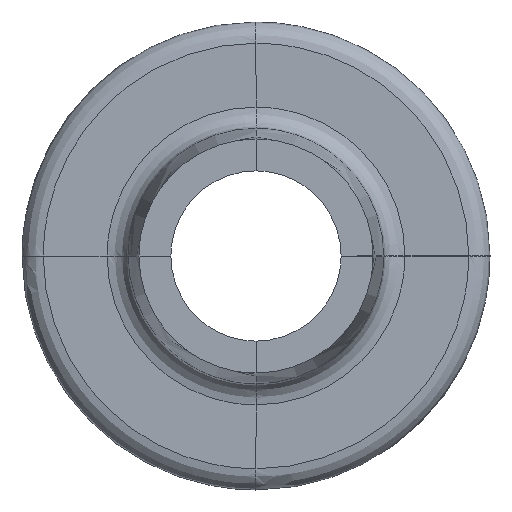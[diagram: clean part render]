
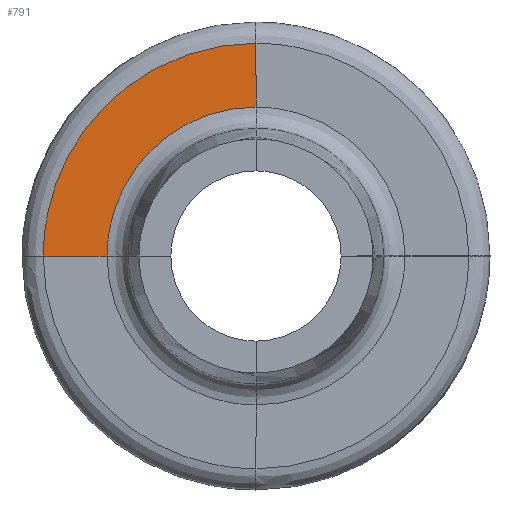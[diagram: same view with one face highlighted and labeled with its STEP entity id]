
A CAD part, left-side view. The second image highlights one B-rep face of the part: STEP entity #791.
In plain terms, the highlighted free-form (B-spline) face has degree [2, 1] with [3, 2] control points.
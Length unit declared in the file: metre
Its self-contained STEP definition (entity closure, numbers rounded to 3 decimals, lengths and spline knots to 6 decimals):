
#791 = ADVANCED_FACE( '', ( #1109 ), #1110, .F. );
#1109 = FACE_OUTER_BOUND( '', #2114, .T. );
#1110 = ( BOUNDED_SURFACE(  )B_SPLINE_SURFACE( 2, 1, ( ( #2117, #2118 ), ( #2119, #2120 ), ( #2121, #2122 ) ), .UNSPECIFIED., .F., .F., .F. )B_SPLINE_SURFACE_WITH_KNOTS( ( 3, 3 ), ( 2, 2 ), ( 0., 1. ), ( 0., 1. ), .UNSPECIFIED. )GEOMETRIC_REPRESENTATION_ITEM(  )RATIONAL_B_SPLINE_SURFACE( ( ( 1., 1. ), ( 0.707, 0.707 ), ( 1., 1. ) ) )REPRESENTATION_ITEM( '' )SURFACE(  ) );
#2114 = EDGE_LOOP( '', ( #5310, #5311, #5312, #5313 ) );
#2117 = CARTESIAN_POINT( '', ( 0.002, 0., 0.014 ) );
#2118 = CARTESIAN_POINT( '', ( 0.002, 0., 0.02 ) );
#2119 = CARTESIAN_POINT( '', ( 0.002, 0.014, 0.014 ) );
#2120 = CARTESIAN_POINT( '', ( 0.002, 0.02, 0.02 ) );
#2121 = CARTESIAN_POINT( '', ( 0.002, 0.014, 0. ) );
#2122 = CARTESIAN_POINT( '', ( 0.002, 0.02, 0. ) );
#5310 = ORIENTED_EDGE( '', *, *, #6351, .T. );
#5311 = ORIENTED_EDGE( '', *, *, #6339, .T. );
#5312 = ORIENTED_EDGE( '', *, *, #6350, .F. );
#5313 = ORIENTED_EDGE( '', *, *, #6336, .F. );
#6336 = EDGE_CURVE( '', #6936, #6943, #6944, .T. );
#6339 = EDGE_CURVE( '', #6928, #6948, #6949, .T. );
#6350 = EDGE_CURVE( '', #6943, #6948, #6964, .T. );
#6351 = EDGE_CURVE( '', #6936, #6928, #6965, .T. );
#6928 = VERTEX_POINT( '', #8151 );
#6936 = VERTEX_POINT( '', #8179 );
#6943 = VERTEX_POINT( '', #8206 );
#6944 = ( BOUNDED_CURVE(  )B_SPLINE_CURVE( 2, ( #8209, #8210, #8211 ), .UNSPECIFIED., .F., .F. )B_SPLINE_CURVE_WITH_KNOTS( ( 3, 3 ), ( 0., 1. ), .UNSPECIFIED. )CURVE(  )GEOMETRIC_REPRESENTATION_ITEM(  )RATIONAL_B_SPLINE_CURVE( ( 1., 0.707, 1. ) )REPRESENTATION_ITEM( '' ) );
#6948 = VERTEX_POINT( '', #8230 );
#6949 = ( BOUNDED_CURVE(  )B_SPLINE_CURVE( 2, ( #8233, #8234, #8235 ), .UNSPECIFIED., .F., .F. )B_SPLINE_CURVE_WITH_KNOTS( ( 3, 3 ), ( 0., 1. ), .UNSPECIFIED. )CURVE(  )GEOMETRIC_REPRESENTATION_ITEM(  )RATIONAL_B_SPLINE_CURVE( ( 1., 0.707, 1. ) )REPRESENTATION_ITEM( '' ) );
#6964 = B_SPLINE_CURVE_WITH_KNOTS( '', 1, ( #8289, #8290 ), .UNSPECIFIED., .F., .F., ( 2, 2 ), ( 0., 1. ), .UNSPECIFIED. );
#6965 = B_SPLINE_CURVE_WITH_KNOTS( '', 1, ( #8291, #8292 ), .UNSPECIFIED., .F., .F., ( 2, 2 ), ( 0., 1. ), .UNSPECIFIED. );
#8151 = CARTESIAN_POINT( '', ( 0.002, 0., 0.02 ) );
#8179 = CARTESIAN_POINT( '', ( 0.002, 0., 0.014 ) );
#8206 = CARTESIAN_POINT( '', ( 0.002, 0.014, 0. ) );
#8209 = CARTESIAN_POINT( '', ( 0.002, 0., 0.014 ) );
#8210 = CARTESIAN_POINT( '', ( 0.002, 0.014, 0.014 ) );
#8211 = CARTESIAN_POINT( '', ( 0.002, 0.014, 0. ) );
#8230 = CARTESIAN_POINT( '', ( 0.002, 0.02, 0. ) );
#8233 = CARTESIAN_POINT( '', ( 0.002, 0., 0.02 ) );
#8234 = CARTESIAN_POINT( '', ( 0.002, 0.02, 0.02 ) );
#8235 = CARTESIAN_POINT( '', ( 0.002, 0.02, 0. ) );
#8289 = CARTESIAN_POINT( '', ( 0.002, 0.014, 0. ) );
#8290 = CARTESIAN_POINT( '', ( 0.002, 0.02, 0. ) );
#8291 = CARTESIAN_POINT( '', ( 0.002, 0., 0.014 ) );
#8292 = CARTESIAN_POINT( '', ( 0.002, 0., 0.02 ) );
